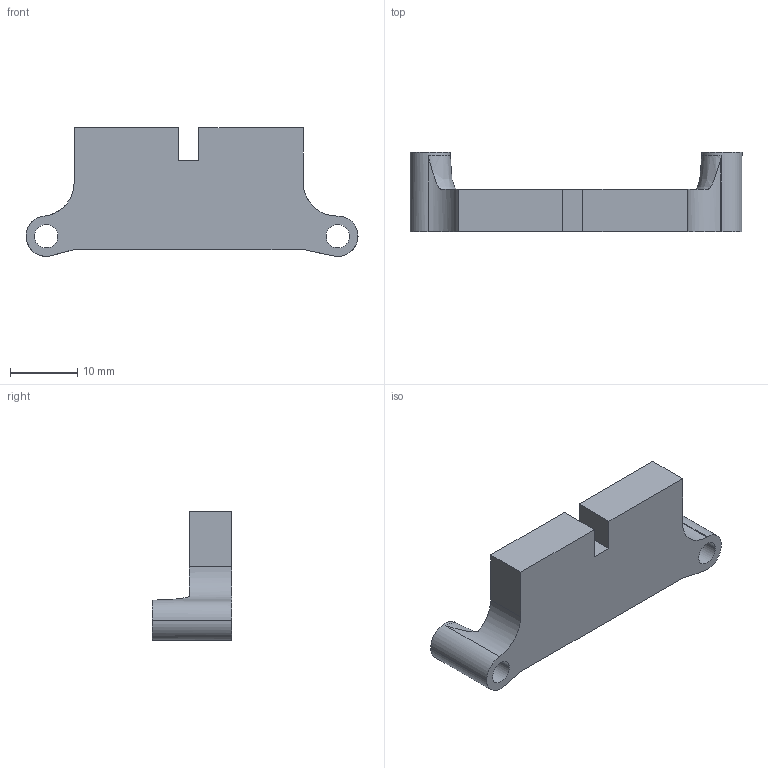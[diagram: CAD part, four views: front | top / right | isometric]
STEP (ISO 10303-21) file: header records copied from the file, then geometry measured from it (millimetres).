
FILE_DESCRIPTION (( 'STEP AP203' ), '1' );
FILE_NAME ('WLTMV2-case_plug_J3DI_v1.0r.STEP', '2017-02-24T19:16:09', ( 'PC-User' ), ( '' ), 'SwSTEP 2.0', 'SolidWorks 2016', '' );
FILE_SCHEMA (( 'CONFIG_CONTROL_DESIGN' ));
Length unit declared in the file: millimetre
Products named in the file (1): WLTMV2-case_plug_J3DI_v1.0r
Bounding box: 49.4 x 11.8 x 19.15 mm (x, y, z)
Volume: 4466.5 mm3; surface area: 2677.8 mm2
Topology: 1 solids, 1 shells, 27 faces, 75 edges, 50 vertices
Faces by surface type: plane 15, cylinder 10, bspline 2
Entity records: 1247 total; most frequent: CARTESIAN_POINT 476, ORIENTED_EDGE 150, DIRECTION 136, EDGE_CURVE 75, VERTEX_POINT 50, AXIS2_PLACEMENT_3D 46, LINE 44, VECTOR 44
